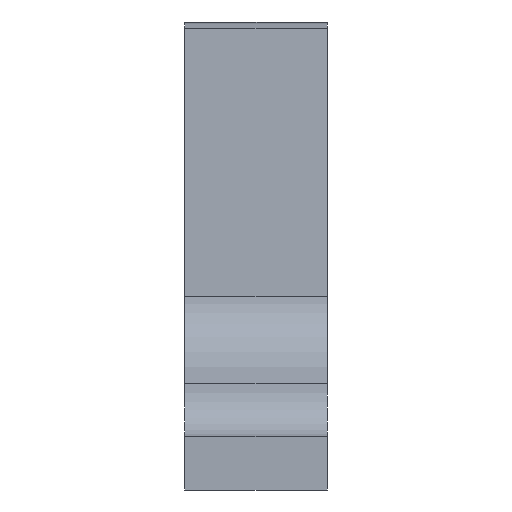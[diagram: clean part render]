
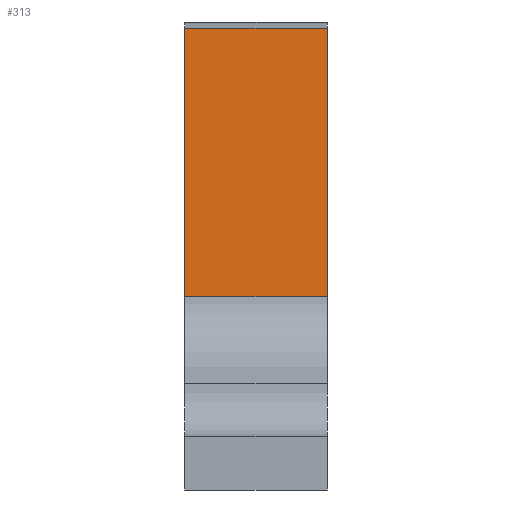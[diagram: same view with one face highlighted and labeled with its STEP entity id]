
A CAD part, front view. The second image highlights one B-rep face of the part: STEP entity #313.
In plain terms, the highlighted planar face has unit normal (0, -0.342, 0.94).
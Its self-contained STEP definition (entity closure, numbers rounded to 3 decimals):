
#286 = VERTEX_POINT('',#287);
#287 = CARTESIAN_POINT('',(2.,14.974,11.5));
#294 = EDGE_CURVE('',#295,#286,#297,.T.);
#295 = VERTEX_POINT('',#296);
#296 = CARTESIAN_POINT('',(-2.,14.974,11.5));
#297 = LINE('',#298,#299);
#298 = CARTESIAN_POINT('',(-2.,14.974,11.5));
#299 = VECTOR('',#300,1.);
#300 = DIRECTION('',(1.,0.,0.));
#313 = ADVANCED_FACE('',(#314),#339,.T.);
#314 = FACE_BOUND('',#315,.T.);
#315 = EDGE_LOOP('',(#316,#326,#332,#333));
#316 = ORIENTED_EDGE('',*,*,#317,.T.);
#317 = EDGE_CURVE('',#318,#320,#322,.T.);
#318 = VERTEX_POINT('',#319);
#319 = CARTESIAN_POINT('',(-2.,-5.79,3.943));
#320 = VERTEX_POINT('',#321);
#321 = CARTESIAN_POINT('',(2.,-5.79,3.943));
#322 = LINE('',#323,#324);
#323 = CARTESIAN_POINT('',(-2.,-5.79,3.943));
#324 = VECTOR('',#325,1.);
#325 = DIRECTION('',(1.,0.,0.));
#326 = ORIENTED_EDGE('',*,*,#327,.T.);
#327 = EDGE_CURVE('',#320,#286,#328,.T.);
#328 = LINE('',#329,#330);
#329 = CARTESIAN_POINT('',(2.,-5.79,3.943));
#330 = VECTOR('',#331,1.);
#331 = DIRECTION('',(0.,0.94,0.342)
  );
#332 = ORIENTED_EDGE('',*,*,#294,.F.);
#333 = ORIENTED_EDGE('',*,*,#334,.F.);
#334 = EDGE_CURVE('',#318,#295,#335,.T.);
#335 = LINE('',#336,#337);
#336 = CARTESIAN_POINT('',(-2.,-5.79,3.943));
#337 = VECTOR('',#338,1.);
#338 = DIRECTION('',(0.,0.94,0.342)
  );
#339 = PLANE('',#340);
#340 = AXIS2_PLACEMENT_3D('',#341,#342,#343);
#341 = CARTESIAN_POINT('',(-2.,-5.79,3.943));
#342 = DIRECTION('',(0.,-0.342,0.94)
  );
#343 = DIRECTION('',(0.,0.94,0.342)
  );
